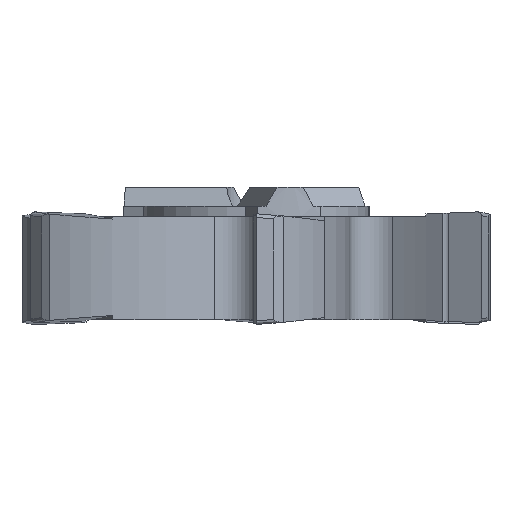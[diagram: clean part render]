
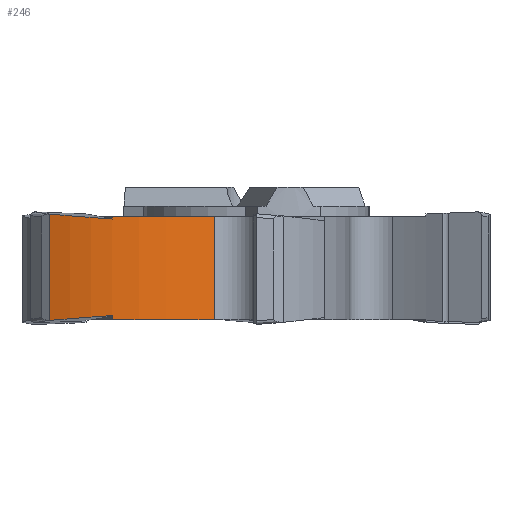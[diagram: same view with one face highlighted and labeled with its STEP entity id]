
A CAD part, left-side view. The second image highlights one B-rep face of the part: STEP entity #246.
In plain terms, the highlighted cylindrical face has radius 10 mm (diameter 20 mm), a partial arc.
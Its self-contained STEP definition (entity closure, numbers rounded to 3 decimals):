
#81=CYLINDRICAL_SURFACE('',#2559,10.);
#116=FACE_OUTER_BOUND('',#454,.T.);
#246=ADVANCED_FACE('',(#116),#81,.T.);
#454=EDGE_LOOP('',(#740,#741,#742,#743,#744,#745,#746,#747));
#588=CIRCLE('',#2531,10.);
#611=CIRCLE('',#2558,10.);
#740=ORIENTED_EDGE('',*,*,#1729,.T.);
#741=ORIENTED_EDGE('',*,*,#1730,.T.);
#742=ORIENTED_EDGE('',*,*,#1677,.T.);
#743=ORIENTED_EDGE('',*,*,#1731,.T.);
#744=ORIENTED_EDGE('',*,*,#1732,.F.);
#745=ORIENTED_EDGE('',*,*,#1733,.F.);
#746=ORIENTED_EDGE('',*,*,#1734,.F.);
#747=ORIENTED_EDGE('',*,*,#1735,.T.);
#1431=VERTEX_POINT('',#3403);
#1432=VERTEX_POINT('',#3405);
#1480=VERTEX_POINT('',#3533);
#1481=VERTEX_POINT('',#3534);
#1482=VERTEX_POINT('',#3537);
#1483=VERTEX_POINT('',#3542);
#1484=VERTEX_POINT('',#3544);
#1485=VERTEX_POINT('',#3549);
#1677=EDGE_CURVE('',#1432,#1431,#588,.T.);
#1729=EDGE_CURVE('',#1480,#1481,#611,.T.);
#1730=EDGE_CURVE('',#1481,#1432,#2067,.T.);
#1731=EDGE_CURVE('',#1431,#1482,#2068,.T.);
#1732=EDGE_CURVE('',#1483,#1482,#2393,.T.);
#1733=EDGE_CURVE('',#1484,#1483,#2069,.T.);
#1734=EDGE_CURVE('',#1485,#1484,#2394,.T.);
#1735=EDGE_CURVE('',#1485,#1480,#2070,.T.);
#2067=LINE('',#3535,#2237);
#2068=LINE('',#3536,#2238);
#2069=LINE('',#3543,#2239);
#2070=LINE('',#3550,#2240);
#2237=VECTOR('',#2834,1.);
#2238=VECTOR('',#2835,1.);
#2239=VECTOR('',#2836,1.);
#2240=VECTOR('',#2837,1.);
#2393=B_SPLINE_CURVE_WITH_KNOTS('',3,(#3538,#3539,#3540,#3541),
 .UNSPECIFIED.,.F.,.F.,(4,4),(0.,1.),.UNSPECIFIED.);
#2394=B_SPLINE_CURVE_WITH_KNOTS('',3,(#3545,#3546,#3547,#3548),
 .UNSPECIFIED.,.F.,.F.,(4,4),(0.,1.),.UNSPECIFIED.);
#2531=AXIS2_PLACEMENT_3D('',#3404,#2755,#2756);
#2558=AXIS2_PLACEMENT_3D('',#3532,#2832,#2833);
#2559=AXIS2_PLACEMENT_3D('',#3551,#2838,#2839);
#2755=DIRECTION('',(0.,0.,-1.));
#2756=DIRECTION('',(1.,0.,0.));
#2832=DIRECTION('',(0.,0.,1.));
#2833=DIRECTION('',(-1.,0.,0.));
#2834=DIRECTION('',(0.,0.,1.));
#2835=DIRECTION('',(0.,0.,-1.));
#2836=DIRECTION('',(0.,0.,1.));
#2837=DIRECTION('',(0.,0.,-1.));
#2838=DIRECTION('',(0.,0.,1.));
#2839=DIRECTION('',(-1.,0.,0.));
#3403=CARTESIAN_POINT('',(-8.63,7.656,-0.55));
#3404=CARTESIAN_POINT('',(1.37,7.627,-0.55));
#3405=CARTESIAN_POINT('',(-7.038,2.214,-0.55));
#3532=CARTESIAN_POINT('',(1.37,7.627,-6.05));
#3533=CARTESIAN_POINT('',(-8.63,7.656,-6.05));
#3534=CARTESIAN_POINT('',(-7.038,2.214,-6.05));
#3535=CARTESIAN_POINT('',(-7.038,2.214,-6.4));
#3536=CARTESIAN_POINT('',(-8.63,7.656,-6.4));
#3537=CARTESIAN_POINT('',(-8.63,7.656,-0.681));
#3538=CARTESIAN_POINT('',(-8.048,10.988,-0.419));
#3539=CARTESIAN_POINT('',(-8.429,9.921,-0.513));
#3540=CARTESIAN_POINT('',(-8.627,8.786,-0.602));
#3541=CARTESIAN_POINT('',(-8.63,7.656,-0.681));
#3542=CARTESIAN_POINT('',(-8.048,10.988,-0.419));
#3543=CARTESIAN_POINT('',(-8.048,10.988,-6.081));
#3544=CARTESIAN_POINT('',(-8.048,10.988,-6.081));
#3545=CARTESIAN_POINT('',(-8.63,7.656,-5.819));
#3546=CARTESIAN_POINT('',(-8.626,8.796,-5.899));
#3547=CARTESIAN_POINT('',(-8.431,9.916,-5.987));
#3548=CARTESIAN_POINT('',(-8.048,10.988,-6.081));
#3549=CARTESIAN_POINT('',(-8.63,7.656,-5.819));
#3550=CARTESIAN_POINT('',(-8.63,7.656,-6.4));
#3551=CARTESIAN_POINT('',(1.37,7.627,-6.4));
